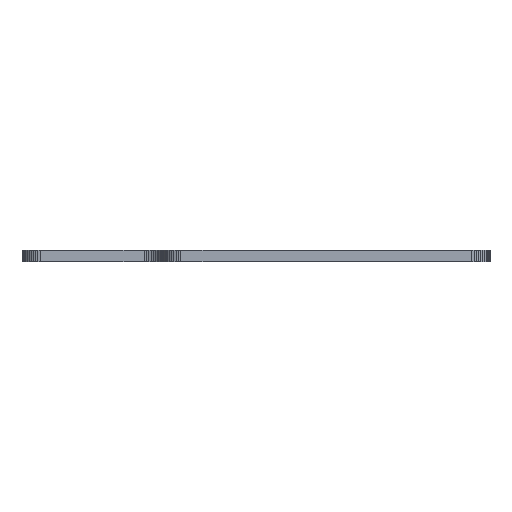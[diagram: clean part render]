
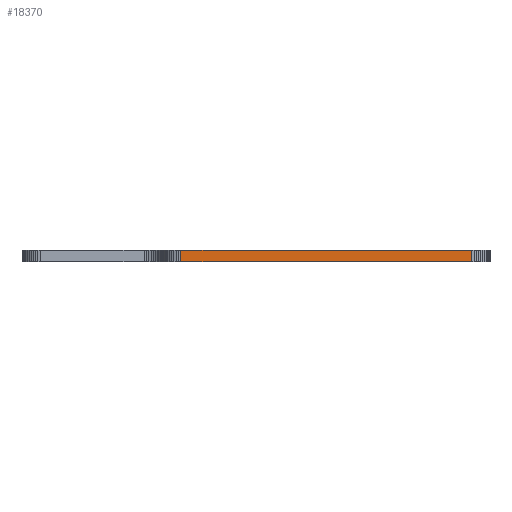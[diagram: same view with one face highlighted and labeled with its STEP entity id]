
A CAD part, left-side view. The second image highlights one B-rep face of the part: STEP entity #18370.
In plain terms, the highlighted planar face has unit normal (-1, 0, 0).
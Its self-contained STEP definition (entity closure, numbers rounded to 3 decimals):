
#90 = PLANE('',#91);
#91 = AXIS2_PLACEMENT_3D('',#92,#93,#94);
#92 = CARTESIAN_POINT('',(204.275,-144.649,1.6));
#93 = DIRECTION('',(-0.,-0.,-1.));
#94 = DIRECTION('',(-1.,0.,0.));
#144 = PLANE('',#145);
#145 = AXIS2_PLACEMENT_3D('',#146,#147,#148);
#146 = CARTESIAN_POINT('',(204.275,-144.649,0.));
#147 = DIRECTION('',(-0.,-0.,-1.));
#148 = DIRECTION('',(-1.,0.,0.));
#2129 = VERTEX_POINT('',#2130);
#2130 = CARTESIAN_POINT('',(144.45,-172.262,0.));
#2144 = PLANE('',#2145);
#2145 = AXIS2_PLACEMENT_3D('',#2146,#2147,#2148);
#2146 = CARTESIAN_POINT('',(144.471,-172.588,0.));
#2147 = DIRECTION('',(-0.998,-0.066,0.));
#2148 = DIRECTION('',(-0.066,0.998,0.));
#2156 = EDGE_CURVE('',#2129,#2157,#2159,.T.);
#2157 = VERTEX_POINT('',#2158);
#2158 = CARTESIAN_POINT('',(144.45,-132.75,0.));
#2159 = SURFACE_CURVE('',#2160,(#2164,#2171),.PCURVE_S1.);
#2160 = LINE('',#2161,#2162);
#2161 = CARTESIAN_POINT('',(144.45,-172.262,0.));
#2162 = VECTOR('',#2163,1.);
#2163 = DIRECTION('',(0.,1.,0.));
#2164 = PCURVE('',#144,#2165);
#2165 = DEFINITIONAL_REPRESENTATION('',(#2166),#2170);
#2166 = LINE('',#2167,#2168);
#2167 = CARTESIAN_POINT('',(59.825,-27.613));
#2168 = VECTOR('',#2169,1.);
#2169 = DIRECTION('',(0.,1.));
#2170 = ( GEOMETRIC_REPRESENTATION_CONTEXT(2) 
PARAMETRIC_REPRESENTATION_CONTEXT() REPRESENTATION_CONTEXT('2D SPACE',''
  ) );
#2171 = PCURVE('',#2172,#2177);
#2172 = PLANE('',#2173);
#2173 = AXIS2_PLACEMENT_3D('',#2174,#2175,#2176);
#2174 = CARTESIAN_POINT('',(144.45,-172.262,0.));
#2175 = DIRECTION('',(-1.,0.,0.));
#2176 = DIRECTION('',(0.,1.,0.));
#2177 = DEFINITIONAL_REPRESENTATION('',(#2178),#2182);
#2178 = LINE('',#2179,#2180);
#2179 = CARTESIAN_POINT('',(0.,0.));
#2180 = VECTOR('',#2181,1.);
#2181 = DIRECTION('',(1.,0.));
#2182 = ( GEOMETRIC_REPRESENTATION_CONTEXT(2) 
PARAMETRIC_REPRESENTATION_CONTEXT() REPRESENTATION_CONTEXT('2D SPACE',''
  ) );
#2200 = PLANE('',#2201);
#2201 = AXIS2_PLACEMENT_3D('',#2202,#2203,#2204);
#2202 = CARTESIAN_POINT('',(144.45,-132.75,0.));
#2203 = DIRECTION('',(-0.998,0.06,0.));
#2204 = DIRECTION('',(0.06,0.998,0.));
#10550 = VERTEX_POINT('',#10551);
#10551 = CARTESIAN_POINT('',(144.45,-172.262,1.6));
#10572 = EDGE_CURVE('',#10550,#10573,#10575,.T.);
#10573 = VERTEX_POINT('',#10574);
#10574 = CARTESIAN_POINT('',(144.45,-132.75,1.6));
#10575 = SURFACE_CURVE('',#10576,(#10580,#10587),.PCURVE_S1.);
#10576 = LINE('',#10577,#10578);
#10577 = CARTESIAN_POINT('',(144.45,-172.262,1.6));
#10578 = VECTOR('',#10579,1.);
#10579 = DIRECTION('',(0.,1.,0.));
#10580 = PCURVE('',#90,#10581);
#10581 = DEFINITIONAL_REPRESENTATION('',(#10582),#10586);
#10582 = LINE('',#10583,#10584);
#10583 = CARTESIAN_POINT('',(59.825,-27.613));
#10584 = VECTOR('',#10585,1.);
#10585 = DIRECTION('',(0.,1.));
#10586 = ( GEOMETRIC_REPRESENTATION_CONTEXT(2) 
PARAMETRIC_REPRESENTATION_CONTEXT() REPRESENTATION_CONTEXT('2D SPACE',''
  ) );
#10587 = PCURVE('',#2172,#10588);
#10588 = DEFINITIONAL_REPRESENTATION('',(#10589),#10593);
#10589 = LINE('',#10590,#10591);
#10590 = CARTESIAN_POINT('',(0.,-1.6));
#10591 = VECTOR('',#10592,1.);
#10592 = DIRECTION('',(1.,0.));
#10593 = ( GEOMETRIC_REPRESENTATION_CONTEXT(2) 
PARAMETRIC_REPRESENTATION_CONTEXT() REPRESENTATION_CONTEXT('2D SPACE',''
  ) );
#18320 = EDGE_CURVE('',#2157,#10573,#18321,.T.);
#18321 = SURFACE_CURVE('',#18322,(#18326,#18333),.PCURVE_S1.);
#18322 = LINE('',#18323,#18324);
#18323 = CARTESIAN_POINT('',(144.45,-132.75,0.));
#18324 = VECTOR('',#18325,1.);
#18325 = DIRECTION('',(0.,0.,1.));
#18326 = PCURVE('',#2200,#18327);
#18327 = DEFINITIONAL_REPRESENTATION('',(#18328),#18332);
#18328 = LINE('',#18329,#18330);
#18329 = CARTESIAN_POINT('',(0.,0.));
#18330 = VECTOR('',#18331,1.);
#18331 = DIRECTION('',(0.,-1.));
#18332 = ( GEOMETRIC_REPRESENTATION_CONTEXT(2) 
PARAMETRIC_REPRESENTATION_CONTEXT() REPRESENTATION_CONTEXT('2D SPACE',''
  ) );
#18333 = PCURVE('',#2172,#18334);
#18334 = DEFINITIONAL_REPRESENTATION('',(#18335),#18339);
#18335 = LINE('',#18336,#18337);
#18336 = CARTESIAN_POINT('',(39.512,0.));
#18337 = VECTOR('',#18338,1.);
#18338 = DIRECTION('',(0.,-1.));
#18339 = ( GEOMETRIC_REPRESENTATION_CONTEXT(2) 
PARAMETRIC_REPRESENTATION_CONTEXT() REPRESENTATION_CONTEXT('2D SPACE',''
  ) );
#18370 = ADVANCED_FACE('',(#18371),#2172,.T.);
#18371 = FACE_BOUND('',#18372,.T.);
#18372 = EDGE_LOOP('',(#18373,#18394,#18395,#18396));
#18373 = ORIENTED_EDGE('',*,*,#18374,.T.);
#18374 = EDGE_CURVE('',#2129,#10550,#18375,.T.);
#18375 = SURFACE_CURVE('',#18376,(#18380,#18387),.PCURVE_S1.);
#18376 = LINE('',#18377,#18378);
#18377 = CARTESIAN_POINT('',(144.45,-172.262,0.));
#18378 = VECTOR('',#18379,1.);
#18379 = DIRECTION('',(0.,0.,1.));
#18380 = PCURVE('',#2172,#18381);
#18381 = DEFINITIONAL_REPRESENTATION('',(#18382),#18386);
#18382 = LINE('',#18383,#18384);
#18383 = CARTESIAN_POINT('',(0.,0.));
#18384 = VECTOR('',#18385,1.);
#18385 = DIRECTION('',(0.,-1.));
#18386 = ( GEOMETRIC_REPRESENTATION_CONTEXT(2) 
PARAMETRIC_REPRESENTATION_CONTEXT() REPRESENTATION_CONTEXT('2D SPACE',''
  ) );
#18387 = PCURVE('',#2144,#18388);
#18388 = DEFINITIONAL_REPRESENTATION('',(#18389),#18393);
#18389 = LINE('',#18390,#18391);
#18390 = CARTESIAN_POINT('',(0.326,0.));
#18391 = VECTOR('',#18392,1.);
#18392 = DIRECTION('',(0.,-1.));
#18393 = ( GEOMETRIC_REPRESENTATION_CONTEXT(2) 
PARAMETRIC_REPRESENTATION_CONTEXT() REPRESENTATION_CONTEXT('2D SPACE',''
  ) );
#18394 = ORIENTED_EDGE('',*,*,#10572,.T.);
#18395 = ORIENTED_EDGE('',*,*,#18320,.F.);
#18396 = ORIENTED_EDGE('',*,*,#2156,.F.);
